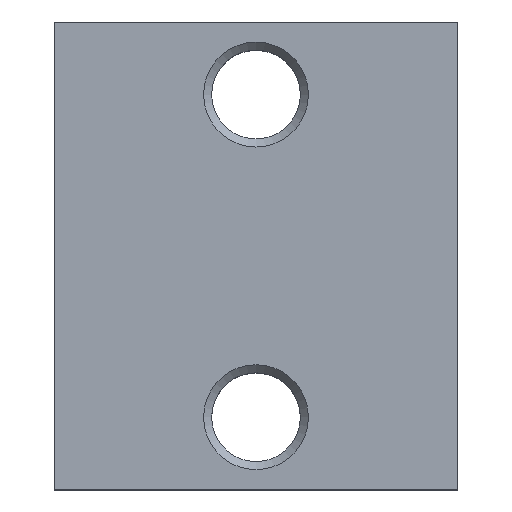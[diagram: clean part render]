
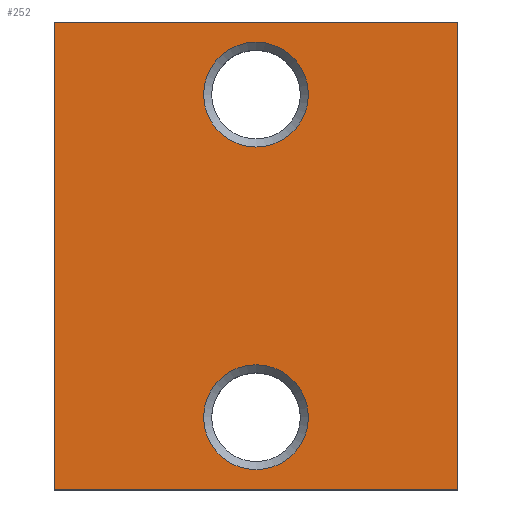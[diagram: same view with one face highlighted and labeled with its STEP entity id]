
A CAD part, top view. The second image highlights one B-rep face of the part: STEP entity #252.
In plain terms, the highlighted planar face has unit normal (0, 0, 1).
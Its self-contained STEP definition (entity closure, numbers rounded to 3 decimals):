
#17=FACE_BOUND('',#47,.T.);
#18=FACE_BOUND('',#48,.T.);
#21=PLANE('',#282);
#32=FACE_OUTER_BOUND('',#46,.T.);
#46=EDGE_LOOP('',(#185,#186,#187,#188));
#47=EDGE_LOOP('',(#189));
#48=EDGE_LOOP('',(#190));
#64=LINE('',#379,#92);
#65=LINE('',#381,#93);
#66=LINE('',#383,#94);
#67=LINE('',#384,#95);
#92=VECTOR('',#310,10.);
#93=VECTOR('',#311,10.);
#94=VECTOR('',#312,10.);
#95=VECTOR('',#313,10.);
#119=CIRCLE('',#280,3.25);
#121=CIRCLE('',#283,3.25);
#125=VERTEX_POINT('',#371);
#127=VERTEX_POINT('',#377);
#128=VERTEX_POINT('',#378);
#129=VERTEX_POINT('',#380);
#130=VERTEX_POINT('',#382);
#131=VERTEX_POINT('',#385);
#147=EDGE_CURVE('',#125,#125,#119,.T.);
#150=EDGE_CURVE('',#127,#128,#64,.T.);
#151=EDGE_CURVE('',#128,#129,#65,.T.);
#152=EDGE_CURVE('',#129,#130,#66,.T.);
#153=EDGE_CURVE('',#130,#127,#67,.T.);
#154=EDGE_CURVE('',#131,#131,#121,.T.);
#185=ORIENTED_EDGE('',*,*,#150,.T.);
#186=ORIENTED_EDGE('',*,*,#151,.T.);
#187=ORIENTED_EDGE('',*,*,#152,.T.);
#188=ORIENTED_EDGE('',*,*,#153,.T.);
#189=ORIENTED_EDGE('',*,*,#154,.F.);
#190=ORIENTED_EDGE('',*,*,#147,.F.);
#252=ADVANCED_FACE('',(#32,#17,#18),#21,.T.);
#280=AXIS2_PLACEMENT_3D('',#372,#303,#304);
#282=AXIS2_PLACEMENT_3D('',#376,#308,#309);
#283=AXIS2_PLACEMENT_3D('',#386,#314,#315);
#303=DIRECTION('center_axis',(0.,0.,1.));
#304=DIRECTION('ref_axis',(-1.,0.,0.));
#308=DIRECTION('center_axis',(0.,0.,1.));
#309=DIRECTION('ref_axis',(1.,0.,0.));
#310=DIRECTION('',(1.,0.,0.));
#311=DIRECTION('',(0.,1.,0.));
#312=DIRECTION('',(-1.,0.,0.));
#313=DIRECTION('',(0.,-1.,0.));
#314=DIRECTION('center_axis',(0.,0.,1.));
#315=DIRECTION('ref_axis',(-1.,0.,0.));
#371=CARTESIAN_POINT('',(-9.25,-4.5,8.));
#372=CARTESIAN_POINT('Origin',(-12.5,-4.5,8.));
#376=CARTESIAN_POINT('Origin',(-12.5,-14.5,8.));
#377=CARTESIAN_POINT('',(-25.,-29.,8.));
#378=CARTESIAN_POINT('',(0.,-29.,8.));
#379=CARTESIAN_POINT('',(0.,-29.,8.));
#380=CARTESIAN_POINT('',(0.,0.,8.));
#381=CARTESIAN_POINT('',(0.,0.,8.));
#382=CARTESIAN_POINT('',(-25.,0.,8.));
#383=CARTESIAN_POINT('',(-25.,0.,8.));
#384=CARTESIAN_POINT('',(-25.,-29.,8.));
#385=CARTESIAN_POINT('',(-9.25,-24.5,8.));
#386=CARTESIAN_POINT('Origin',(-12.5,-24.5,8.));
